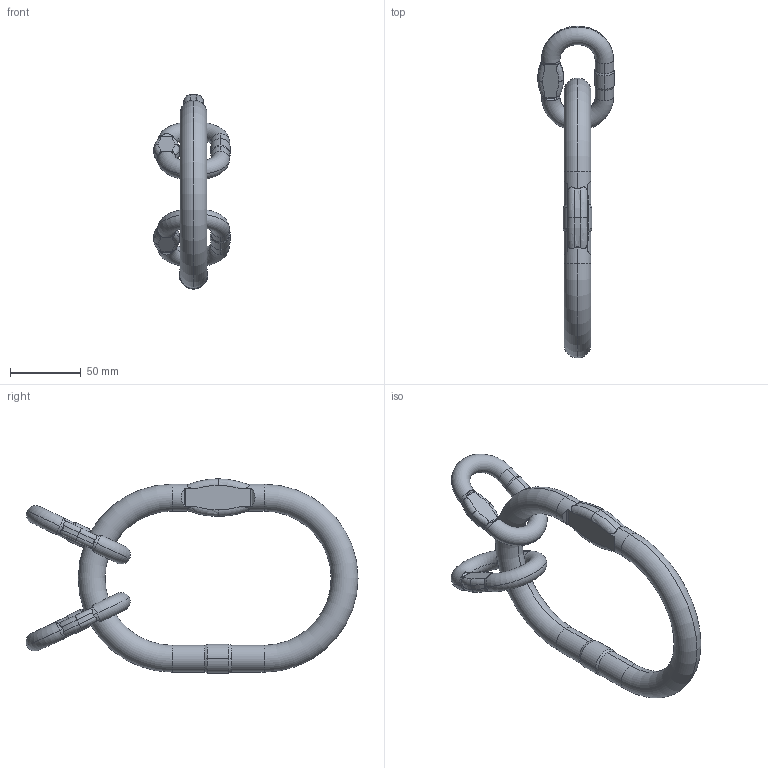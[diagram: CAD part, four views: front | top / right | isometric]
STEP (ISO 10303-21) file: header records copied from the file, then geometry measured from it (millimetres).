
FILE_DESCRIPTION(('STEP AP203'),'1');
FILE_NAME('vmwp_7_8.stp','2018-11-19T13:38:52',('TraceParts'),('TraceParts S.A.'),'Spatial InterOp 3D',' ',' ');
FILE_SCHEMA(('CONFIG_CONTROL_DESIGN'));
Length unit declared in the file: millimetre
Products named in the file (1): 1
Bounding box: 54.16 x 234.96 x 137.51 mm (x, y, z)
Volume: 188770.3 mm3; surface area: 44667.6 mm2
Topology: 3 solids, 3 shells, 307 faces, 824 edges, 536 vertices
Faces by surface type: plane 125, cylinder 67, extrusion 67, torus 36, cone 12
Entity records: 10712 total; most frequent: CARTESIAN_POINT 3416, ORIENTED_EDGE 1648, DIRECTION 1244, EDGE_CURVE 824, VERTEX_POINT 536, VECTOR 418, AXIS2_PLACEMENT_3D 413, B_SPLINE_CURVE_WITH_KNOTS 370
